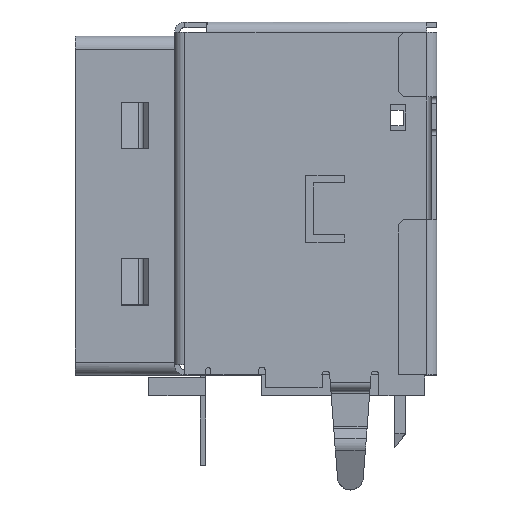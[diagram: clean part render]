
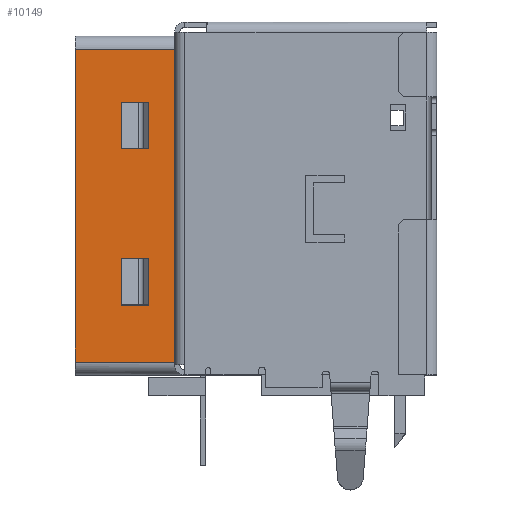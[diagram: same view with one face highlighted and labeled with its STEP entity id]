
A CAD part, top view. The second image highlights one B-rep face of the part: STEP entity #10149.
In plain terms, the highlighted planar face has unit normal (0, 0, 1).
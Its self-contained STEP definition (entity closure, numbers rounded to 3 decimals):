
#2900=DIRECTION('',(0.,1.,0.));
#2901=VECTOR('',#2900,12.1);
#2902=CARTESIAN_POINT('',(-5.075,-6.125,2.75));
#2903=LINE('',#2902,#2901);
#3015=DIRECTION('',(-1.,0.,0.));
#3016=VECTOR('',#3015,3.85);
#3017=CARTESIAN_POINT('',(-5.075,-6.125,2.75));
#3018=LINE('',#3017,#3016);
#3019=DIRECTION('',(1.,0.,0.));
#3020=VECTOR('',#3019,1.05);
#3021=CARTESIAN_POINT('',(-7.115,2.12,2.75));
#3022=LINE('',#3021,#3020);
#3023=DIRECTION('',(0.,1.,0.));
#3024=VECTOR('',#3023,1.8);
#3025=CARTESIAN_POINT('',(-6.065,2.12,2.75));
#3026=LINE('',#3025,#3024);
#3027=DIRECTION('',(-1.,0.,0.));
#3028=VECTOR('',#3027,1.05);
#3029=CARTESIAN_POINT('',(-6.065,3.92,2.75));
#3030=LINE('',#3029,#3028);
#3031=DIRECTION('',(0.,1.,0.));
#3032=VECTOR('',#3031,1.8);
#3033=CARTESIAN_POINT('',(-7.115,2.12,2.75));
#3034=LINE('',#3033,#3032);
#3035=DIRECTION('',(0.,-1.,0.));
#3036=VECTOR('',#3035,0.02);
#3037=CARTESIAN_POINT('',(-7.115,-3.9,2.75));
#3038=LINE('',#3037,#3036);
#3039=DIRECTION('',(1.,0.,0.));
#3040=VECTOR('',#3039,1.05);
#3041=CARTESIAN_POINT('',(-7.115,-3.92,2.75));
#3042=LINE('',#3041,#3040);
#3043=DIRECTION('',(0.,1.,0.));
#3044=VECTOR('',#3043,0.02);
#3045=CARTESIAN_POINT('',(-6.065,-3.92,2.75));
#3046=LINE('',#3045,#3044);
#3047=DIRECTION('',(0.,1.,0.));
#3048=VECTOR('',#3047,1.78);
#3049=CARTESIAN_POINT('',(-6.065,-3.9,2.75));
#3050=LINE('',#3049,#3048);
#3051=DIRECTION('',(-1.,0.,0.));
#3052=VECTOR('',#3051,1.05);
#3053=CARTESIAN_POINT('',(-6.065,-2.12,2.75));
#3054=LINE('',#3053,#3052);
#3055=DIRECTION('',(0.,1.,0.));
#3056=VECTOR('',#3055,1.78);
#3057=CARTESIAN_POINT('',(-7.115,-3.9,2.75));
#3058=LINE('',#3057,#3056);
#3077=DIRECTION('',(0.,-1.,0.));
#3078=VECTOR('',#3077,12.1);
#3079=CARTESIAN_POINT('',(-8.925,5.975,2.75));
#3080=LINE('',#3079,#3078);
#3199=DIRECTION('',(-1.,0.,0.));
#3200=VECTOR('',#3199,3.85);
#3201=CARTESIAN_POINT('',(-5.075,5.975,2.75));
#3202=LINE('',#3201,#3200);
#4811=CARTESIAN_POINT('',(-8.925,-6.125,2.75));
#4812=VERTEX_POINT('',#4811);
#4813=CARTESIAN_POINT('',(-8.925,5.975,2.75));
#4814=VERTEX_POINT('',#4813);
#4842=CARTESIAN_POINT('',(-5.075,-6.125,2.75));
#4844=VERTEX_POINT('',#4842);
#4845=CARTESIAN_POINT('',(-5.075,5.975,2.75));
#4846=VERTEX_POINT('',#4845);
#5197=CARTESIAN_POINT('',(-7.115,-3.92,2.75));
#5198=CARTESIAN_POINT('',(-6.065,-3.92,2.75));
#5199=VERTEX_POINT('',#5197);
#5200=VERTEX_POINT('',#5198);
#5213=CARTESIAN_POINT('',(-7.115,-3.9,2.75));
#5214=VERTEX_POINT('',#5213);
#5445=CARTESIAN_POINT('',(-7.115,2.12,2.75));
#5446=CARTESIAN_POINT('',(-7.115,3.92,2.75));
#5447=VERTEX_POINT('',#5445);
#5448=VERTEX_POINT('',#5446);
#5449=CARTESIAN_POINT('',(-6.065,2.12,2.75));
#5450=CARTESIAN_POINT('',(-6.065,3.92,2.75));
#5451=VERTEX_POINT('',#5449);
#5452=VERTEX_POINT('',#5450);
#5515=CARTESIAN_POINT('',(-7.115,-2.12,2.75));
#5516=VERTEX_POINT('',#5515);
#5517=CARTESIAN_POINT('',(-6.065,-3.9,2.75));
#5518=CARTESIAN_POINT('',(-6.065,-2.12,2.75));
#5519=VERTEX_POINT('',#5517);
#5520=VERTEX_POINT('',#5518);
#10112=CARTESIAN_POINT('',(-8.925,-6.125,2.75));
#10113=DIRECTION('',(0.,0.,1.));
#10114=DIRECTION('',(0.,1.,0.));
#10115=AXIS2_PLACEMENT_3D('',#10112,#10113,#10114);
#10116=PLANE('',#10115);
#10117=ORIENTED_EDGE('',*,*,#9990,.F.);
#10118=ORIENTED_EDGE('',*,*,#9976,.T.);
#10120=ORIENTED_EDGE('',*,*,#10119,.F.);
#10122=ORIENTED_EDGE('',*,*,#10121,.F.);
#10123=EDGE_LOOP('',(#10117,#10118,#10120,#10122));
#10124=FACE_OUTER_BOUND('',#10123,.F.);
#10126=ORIENTED_EDGE('',*,*,#10125,.T.);
#10128=ORIENTED_EDGE('',*,*,#10127,.T.);
#10130=ORIENTED_EDGE('',*,*,#10129,.T.);
#10132=ORIENTED_EDGE('',*,*,#10131,.F.);
#10133=EDGE_LOOP('',(#10126,#10128,#10130,#10132));
#10134=FACE_BOUND('',#10133,.F.);
#10136=ORIENTED_EDGE('',*,*,#10135,.T.);
#10138=ORIENTED_EDGE('',*,*,#10137,.T.);
#10140=ORIENTED_EDGE('',*,*,#10139,.T.);
#10142=ORIENTED_EDGE('',*,*,#10141,.T.);
#10144=ORIENTED_EDGE('',*,*,#10143,.T.);
#10146=ORIENTED_EDGE('',*,*,#10145,.F.);
#10147=EDGE_LOOP('',(#10136,#10138,#10140,#10142,#10144,#10146));
#10148=FACE_BOUND('',#10147,.F.);
#10149=ADVANCED_FACE('',(#10124,#10134,#10148),#10116,.T.);
#9976=EDGE_CURVE('',#4844,#4812,#3018,.T.);
#9990=EDGE_CURVE('',#4844,#4846,#2903,.T.);
#10119=EDGE_CURVE('',#4814,#4812,#3080,.T.);
#10121=EDGE_CURVE('',#4846,#4814,#3202,.T.);
#10125=EDGE_CURVE('',#5447,#5451,#3022,.T.);
#10127=EDGE_CURVE('',#5451,#5452,#3026,.T.);
#10129=EDGE_CURVE('',#5452,#5448,#3030,.T.);
#10131=EDGE_CURVE('',#5447,#5448,#3034,.T.);
#10135=EDGE_CURVE('',#5214,#5199,#3038,.T.);
#10137=EDGE_CURVE('',#5199,#5200,#3042,.T.);
#10139=EDGE_CURVE('',#5200,#5519,#3046,.T.);
#10141=EDGE_CURVE('',#5519,#5520,#3050,.T.);
#10143=EDGE_CURVE('',#5520,#5516,#3054,.T.);
#10145=EDGE_CURVE('',#5214,#5516,#3058,.T.);
